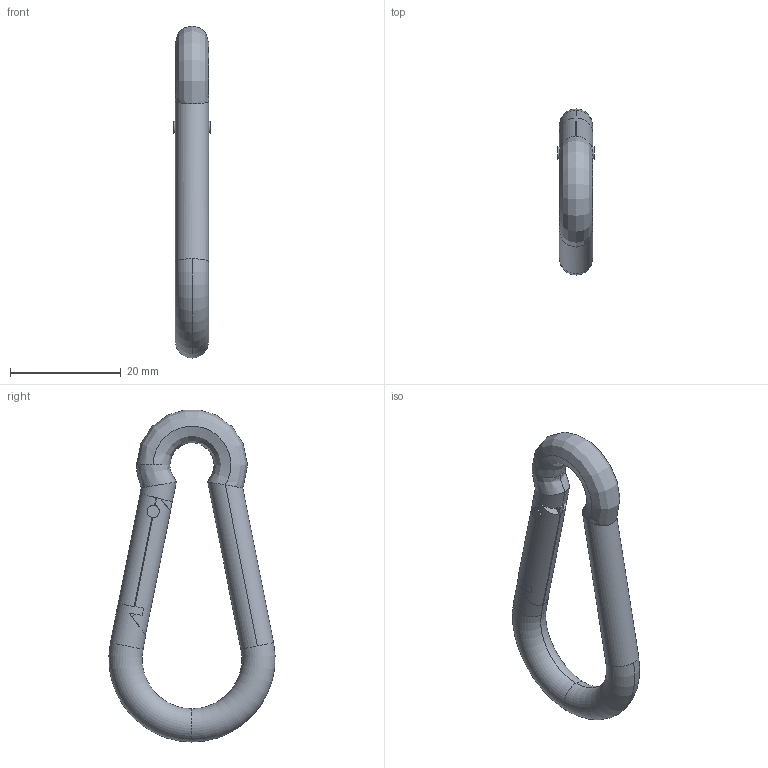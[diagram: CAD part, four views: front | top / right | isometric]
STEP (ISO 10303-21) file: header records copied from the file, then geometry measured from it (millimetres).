
FILE_DESCRIPTION (( 'STEP AP214' ), '1' );
FILE_NAME ('092020.STEP', '2014-08-22T06:25:44', ( '' ), ( '' ), 'SwSTEP 2.0', 'SolidWorks 2014', '' );
FILE_SCHEMA (( 'AUTOMOTIVE_DESIGN' ));
Length unit declared in the file: millimetre
Products named in the file (1): 092020
Bounding box: 6.5 x 29.98 x 59.91 mm (x, y, z)
Volume: 3709.9 mm3; surface area: 2495.5 mm2
Topology: 1 solids, 1 shells, 65 faces, 163 edges, 99 vertices
Faces by surface type: plane 43, cylinder 12, bspline 6, torus 4
Entity records: 2814 total; most frequent: CARTESIAN_POINT 1081, ORIENTED_EDGE 326, DIRECTION 236, EDGE_CURVE 163, VERTEX_POINT 99, AXIS2_PLACEMENT_3D 84, VECTOR 68, LINE 68
